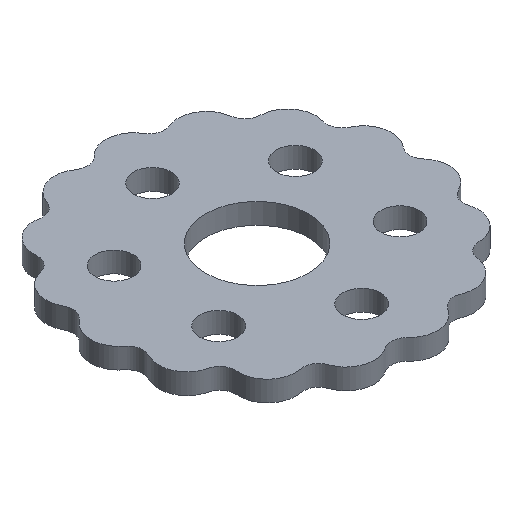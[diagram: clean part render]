
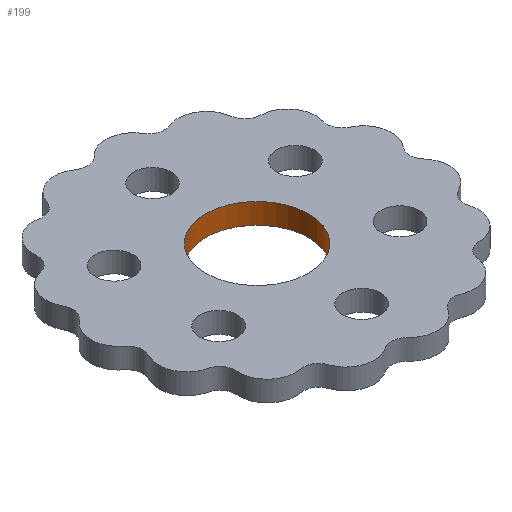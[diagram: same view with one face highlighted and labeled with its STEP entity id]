
A CAD part, isometric view. The second image highlights one B-rep face of the part: STEP entity #199.
In plain terms, the highlighted cylindrical face has radius 15 mm (diameter 30 mm), a full revolution.
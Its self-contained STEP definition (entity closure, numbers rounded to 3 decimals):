
#40=FACE_OUTER_BOUND('',#50,.T.);
#50=EDGE_LOOP('',(#162,#163,#164,#165));
#74=LINE('',#346,#82);
#82=VECTOR('',#297,15.);
#96=CIRCLE('',#245,15.);
#97=CIRCLE('',#246,15.);
#110=VERTEX_POINT('',#343);
#111=VERTEX_POINT('',#345);
#132=EDGE_CURVE('',#110,#110,#96,.T.);
#133=EDGE_CURVE('',#110,#111,#74,.T.);
#134=EDGE_CURVE('',#111,#111,#97,.T.);
#162=ORIENTED_EDGE('',*,*,#132,.F.);
#163=ORIENTED_EDGE('',*,*,#133,.T.);
#164=ORIENTED_EDGE('',*,*,#134,.F.);
#165=ORIENTED_EDGE('',*,*,#133,.F.);
#192=CYLINDRICAL_SURFACE('',#244,15.);
#199=ADVANCED_FACE('',(#40),#192,.F.);
#244=AXIS2_PLACEMENT_3D('',#342,#293,#294);
#245=AXIS2_PLACEMENT_3D('',#344,#295,#296);
#246=AXIS2_PLACEMENT_3D('',#347,#298,#299);
#293=DIRECTION('center_axis',(0.,0.,-1.));
#294=DIRECTION('ref_axis',(1.,0.,0.));
#295=DIRECTION('center_axis',(0.,0.,-1.));
#296=DIRECTION('ref_axis',(1.,0.,0.));
#297=DIRECTION('',(0.,0.,-1.));
#298=DIRECTION('center_axis',(0.,0.,1.));
#299=DIRECTION('ref_axis',(1.,0.,0.));
#342=CARTESIAN_POINT('Origin',(0.,0.,6.));
#343=CARTESIAN_POINT('',(-15.,0.,6.));
#344=CARTESIAN_POINT('Origin',(0.,0.,6.));
#345=CARTESIAN_POINT('',(-15.,0.,0.));
#346=CARTESIAN_POINT('',(-15.,0.,6.));
#347=CARTESIAN_POINT('Origin',(0.,0.,0.));
